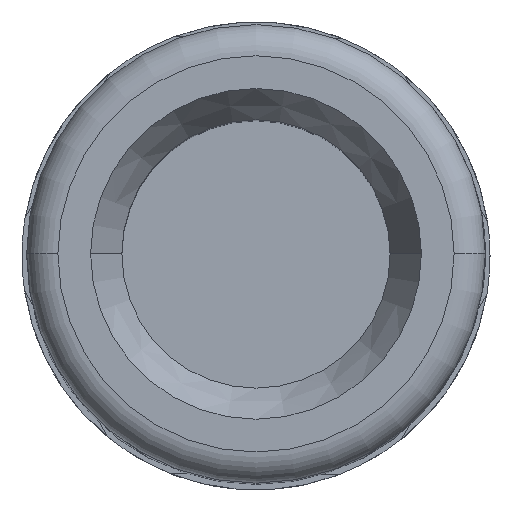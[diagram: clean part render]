
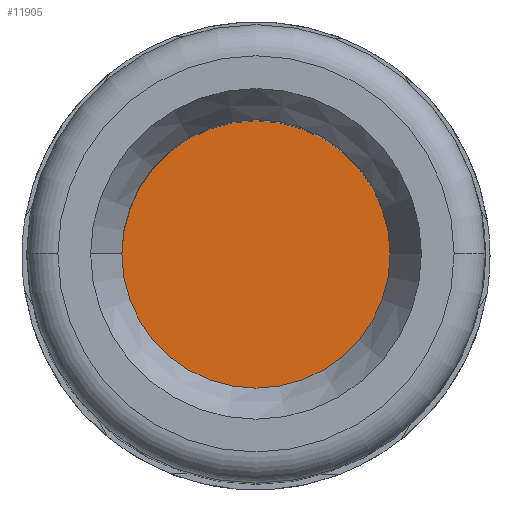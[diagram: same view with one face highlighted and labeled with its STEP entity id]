
A CAD part, top view. The second image highlights one B-rep face of the part: STEP entity #11905.
In plain terms, the highlighted planar face has unit normal (0, 0, 1).
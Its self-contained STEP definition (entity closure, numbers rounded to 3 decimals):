
#1317 = DIRECTION ( 'NONE',  ( 1., 0., 0. ) ) ;
#1894 = AXIS2_PLACEMENT_3D ( 'NONE', #12000, #17555, #6560 ) ;
#2826 = CARTESIAN_POINT ( 'NONE',  ( -4.3, 0., 17. ) ) ;
#3498 = EDGE_CURVE ( 'NONE', #13330, #18134, #12104, .T. ) ;
#4588 = FACE_OUTER_BOUND ( 'NONE', #15896, .T. ) ;
#4628 = DIRECTION ( 'NONE',  ( 0., 0., 1. ) ) ;
#5533 = AXIS2_PLACEMENT_3D ( 'NONE', #18707, #9629, #10820 ) ;
#6560 = DIRECTION ( 'NONE',  ( 1., 0., 0. ) ) ;
#6947 = EDGE_CURVE ( 'NONE', #18134, #13330, #19471, .T. ) ;
#8524 = ORIENTED_EDGE ( 'NONE', *, *, #3498, .T. ) ;
#8594 = AXIS2_PLACEMENT_3D ( 'NONE', #9166, #4628, #1317 ) ;
#9166 = CARTESIAN_POINT ( 'NONE',  ( 0., 0., 17. ) ) ;
#9221 = PLANE ( 'NONE',  #5533 ) ;
#9629 = DIRECTION ( 'NONE',  ( 0., 0., 1. ) ) ;
#10357 = CARTESIAN_POINT ( 'NONE',  ( 4.3, 0., 17. ) ) ;
#10820 = DIRECTION ( 'NONE',  ( 1., 0., 0. ) ) ;
#11905 = ADVANCED_FACE ( 'NONE', ( #4588 ), #9221, .T. ) ;
#12000 = CARTESIAN_POINT ( 'NONE',  ( 0., 0., 17. ) ) ;
#12104 = CIRCLE ( 'NONE', #8594, 4.3 ) ;
#13330 = VERTEX_POINT ( 'NONE', #2826 ) ;
#13622 = ORIENTED_EDGE ( 'NONE', *, *, #6947, .T. ) ;
#15896 = EDGE_LOOP ( 'NONE', ( #13622, #8524 ) ) ;
#17555 = DIRECTION ( 'NONE',  ( 0., 0., 1. ) ) ;
#18134 = VERTEX_POINT ( 'NONE', #10357 ) ;
#18707 = CARTESIAN_POINT ( 'NONE',  ( 0., 0., 17. ) ) ;
#19471 = CIRCLE ( 'NONE', #1894, 4.3 ) ;
